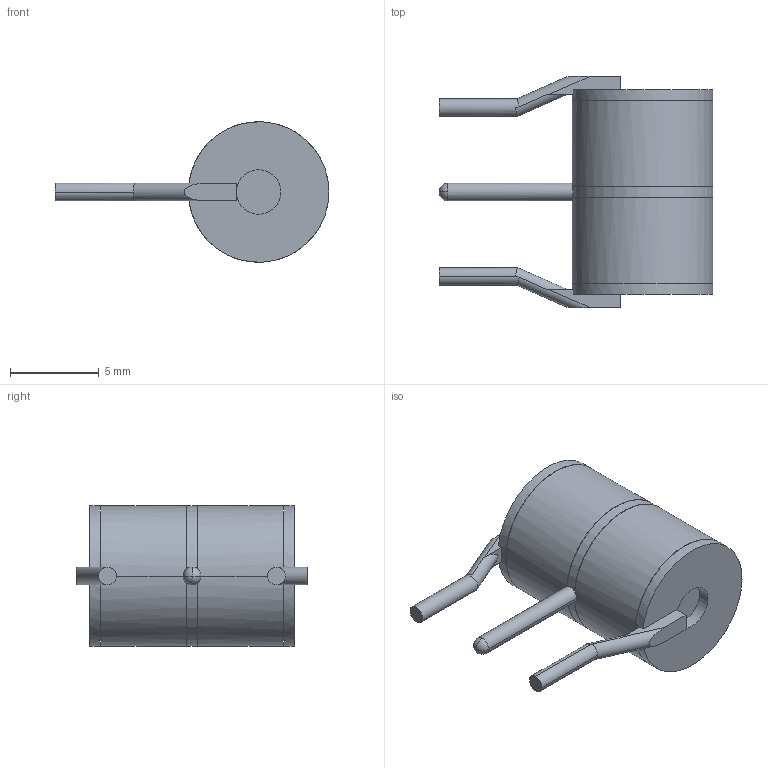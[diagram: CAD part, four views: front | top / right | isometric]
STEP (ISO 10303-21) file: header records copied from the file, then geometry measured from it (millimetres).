
FILE_DESCRIPTION((''),'2;1');
FILE_NAME('2026-XX-C3','2012-07-30T',('ryans'),('Bourns, Inc.'),'PRO/ENGINEER BY PARAMETRIC TECHNOLOGY CORPORATION, 2010100','PRO/ENGINEER BY PARAMETRIC TECHNOLOGY CORPORATION, 2010100','');
FILE_SCHEMA(('CONFIG_CONTROL_DESIGN'));
Length unit declared in the file: millimetre
Products named in the file (1): 2026-XX-C3
Bounding box: 15.4 x 13 x 7.9 mm (x, y, z)
Volume: 326.1 mm3; surface area: 830.5 mm2
Topology: 1 solids, 2 shells, 67 faces, 168 edges, 109 vertices
Faces by surface type: plane 32, cylinder 31, sphere 4
Entity records: 2302 total; most frequent: CARTESIAN_POINT 637, DIRECTION 340, ORIENTED_EDGE 336, EDGE_CURVE 168, AXIS2_PLACEMENT_3D 128, VERTEX_POINT 109, VECTOR 84, LINE 84
